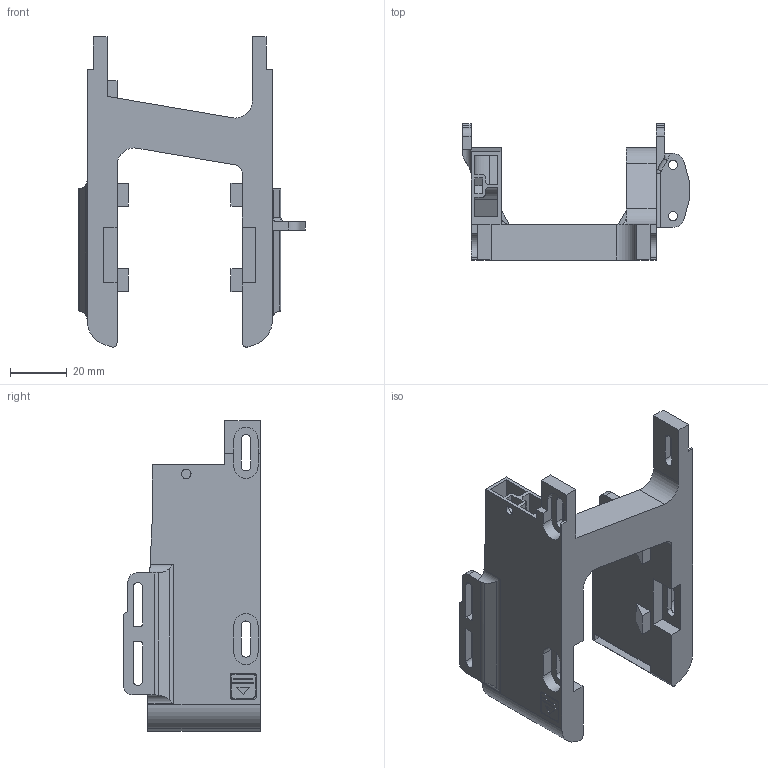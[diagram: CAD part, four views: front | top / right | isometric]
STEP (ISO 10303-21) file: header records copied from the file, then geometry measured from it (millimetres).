
FILE_DESCRIPTION(/* description */ (''),/* implementation_level */ '2;1');
FILE_NAME(/* name */ 'duct.step',/* time_stamp */ '2022-07-17T00:37:12+08:00',/* author */ (''),/* organization */ (''),/* preprocessor_version */ 'ST-DEVELOPER v19',/* originating_system */ 'Autodesk Translation Framework v11.7.0.108',/* authorisation */ '');
FILE_SCHEMA (('AUTOMOTIVE_DESIGN { 1 0 10303 214 3 1 1 }'));
Length unit declared in the file: millimetre
Products named in the file (1): duct
Bounding box: 79.64 x 48 x 108.91 mm (x, y, z)
Volume: 39756.9 mm3; surface area: 37193 mm2
Topology: 1 solids, 1 shells, 297 faces, 829 edges, 550 vertices
Faces by surface type: plane 195, cylinder 100, bspline 2
Full cylindrical faces by diameter (mm): 3.2 x2, 3.3 x1
Entity records: 9662 total; most frequent: CARTESIAN_POINT 1774, ORIENTED_EDGE 1658, DIRECTION 1605, EDGE_CURVE 829, LINE 619, VECTOR 619, VERTEX_POINT 550, AXIS2_PLACEMENT_3D 493
